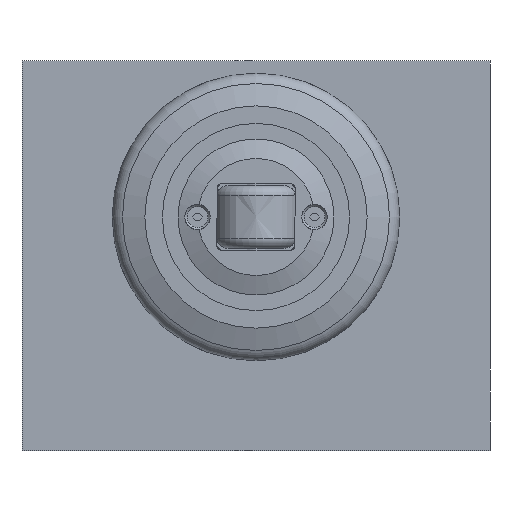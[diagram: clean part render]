
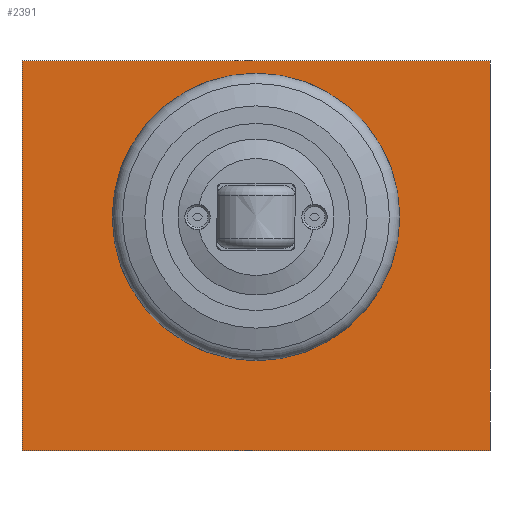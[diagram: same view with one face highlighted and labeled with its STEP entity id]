
A CAD part, front view. The second image highlights one B-rep face of the part: STEP entity #2391.
In plain terms, the highlighted planar face has unit normal (0, -1, 0).
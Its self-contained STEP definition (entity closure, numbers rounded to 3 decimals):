
#65=FACE_BOUND('',#407,.T.);
#138=PLANE('',#2653);
#267=FACE_OUTER_BOUND('',#406,.T.);
#406=EDGE_LOOP('',(#2130,#2131,#2132,#2133));
#407=EDGE_LOOP('',(#2134));
#591=LINE('',#4334,#772);
#592=LINE('',#4336,#773);
#593=LINE('',#4338,#774);
#594=LINE('',#4339,#775);
#772=VECTOR('',#3300,10.);
#773=VECTOR('',#3301,10.);
#774=VECTOR('',#3302,10.);
#775=VECTOR('',#3303,10.);
#917=CIRCLE('',#2637,23.5);
#1120=VERTEX_POINT('',#4251);
#1147=VERTEX_POINT('',#4332);
#1148=VERTEX_POINT('',#4333);
#1149=VERTEX_POINT('',#4335);
#1150=VERTEX_POINT('',#4337);
#1448=EDGE_CURVE('',#1120,#1120,#917,.T.);
#1487=EDGE_CURVE('',#1147,#1148,#591,.T.);
#1488=EDGE_CURVE('',#1149,#1148,#592,.T.);
#1489=EDGE_CURVE('',#1150,#1149,#593,.T.);
#1490=EDGE_CURVE('',#1150,#1147,#594,.T.);
#2130=ORIENTED_EDGE('',*,*,#1487,.T.);
#2131=ORIENTED_EDGE('',*,*,#1488,.F.);
#2132=ORIENTED_EDGE('',*,*,#1489,.F.);
#2133=ORIENTED_EDGE('',*,*,#1490,.T.);
#2134=ORIENTED_EDGE('',*,*,#1448,.T.);
#2391=ADVANCED_FACE('',(#267,#65),#138,.T.);
#2637=AXIS2_PLACEMENT_3D('',#4253,#3230,#3231);
#2653=AXIS2_PLACEMENT_3D('',#4331,#3298,#3299);
#3230=DIRECTION('center_axis',(0.,1.,0.));
#3231=DIRECTION('ref_axis',(-1.,0.,0.));
#3298=DIRECTION('center_axis',(0.,-1.,0.));
#3299=DIRECTION('ref_axis',(0.,0.,-1.));
#3300=DIRECTION('',(0.,0.,1.));
#3301=DIRECTION('',(1.,0.,0.));
#3302=DIRECTION('',(0.,0.,1.));
#3303=DIRECTION('',(1.,0.,0.));
#4251=CARTESIAN_POINT('',(83.5,0.,60.));
#4253=CARTESIAN_POINT('Origin',(60.,0.,60.));
#4331=CARTESIAN_POINT('Origin',(0.,0.,0.));
#4332=CARTESIAN_POINT('',(120.,0.,0.));
#4333=CARTESIAN_POINT('',(120.,0.,100.));
#4334=CARTESIAN_POINT('',(120.,0.,0.));
#4335=CARTESIAN_POINT('',(0.,0.,100.));
#4336=CARTESIAN_POINT('',(0.,0.,100.));
#4337=CARTESIAN_POINT('',(0.,0.,0.));
#4338=CARTESIAN_POINT('',(0.,0.,0.));
#4339=CARTESIAN_POINT('',(0.,0.,0.));
